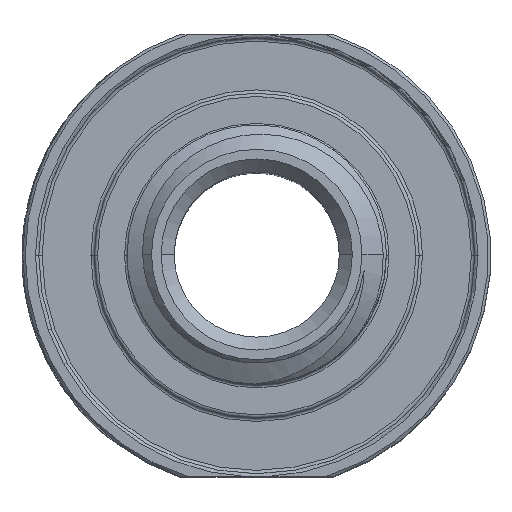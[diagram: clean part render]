
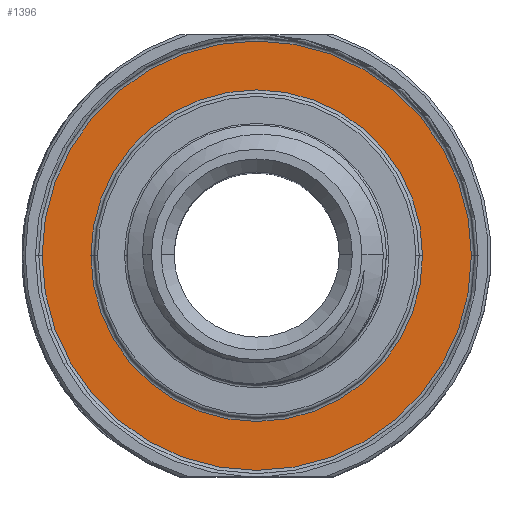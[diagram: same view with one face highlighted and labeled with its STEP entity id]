
A CAD part, top view. The second image highlights one B-rep face of the part: STEP entity #1396.
In plain terms, the highlighted planar face has unit normal (0, 0, 1).
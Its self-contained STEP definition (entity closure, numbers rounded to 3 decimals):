
#126 = CARTESIAN_POINT ( 'NONE',  ( 0., 6.248, -26.3 ) ) ;
#169 = DIRECTION ( 'NONE',  ( 0., 0., 1. ) ) ;
#827 = DIRECTION ( 'NONE',  ( 1., 0., 0. ) ) ;
#1396 = ADVANCED_FACE ( 'NONE', ( #14131, #7373 ), #9030, .T. ) ;
#1615 = CARTESIAN_POINT ( 'NONE',  ( 0., 0., -26.3 ) ) ;
#1816 = CIRCLE ( 'NONE', #5717, 8.255 ) ;
#2517 = ORIENTED_EDGE ( 'NONE', *, *, #9504, .T. ) ;
#2528 = AXIS2_PLACEMENT_3D ( 'NONE', #1615, #7079, #11434 ) ;
#2534 = DIRECTION ( 'NONE',  ( 1., 0., 0. ) ) ;
#2536 = DIRECTION ( 'NONE',  ( 1., 0., 0. ) ) ;
#4870 = ORIENTED_EDGE ( 'NONE', *, *, #7577, .T. ) ;
#5143 = CARTESIAN_POINT ( 'NONE',  ( 6.375, 0., -26.3 ) ) ;
#5717 = AXIS2_PLACEMENT_3D ( 'NONE', #9493, #9686, #827 ) ;
#6096 = DIRECTION ( 'NONE',  ( 1., 0., 0. ) ) ;
#6413 = VERTEX_POINT ( 'NONE', #11245 ) ;
#6609 = EDGE_CURVE ( 'NONE', #10608, #8517, #1816, .T. ) ;
#7079 = DIRECTION ( 'NONE',  ( 0., 0., -1. ) ) ;
#7344 = CARTESIAN_POINT ( 'NONE',  ( 8.255, 0., -26.3 ) ) ;
#7373 = FACE_OUTER_BOUND ( 'NONE', #10818, .T. ) ;
#7577 = EDGE_CURVE ( 'NONE', #8517, #10608, #11621, .T. ) ;
#7800 = CARTESIAN_POINT ( 'NONE',  ( -8.255, 0., -26.3 ) ) ;
#8517 = VERTEX_POINT ( 'NONE', #7800 ) ;
#8597 = AXIS2_PLACEMENT_3D ( 'NONE', #9123, #169, #2534 ) ;
#9024 = EDGE_CURVE ( 'NONE', #11967, #6413, #10559, .T. ) ;
#9030 = PLANE ( 'NONE',  #13930 ) ;
#9123 = CARTESIAN_POINT ( 'NONE',  ( 0., 0., -26.3 ) ) ;
#9493 = CARTESIAN_POINT ( 'NONE',  ( 0., 0., -26.3 ) ) ;
#9504 = EDGE_CURVE ( 'NONE', #6413, #11967, #12448, .T. ) ;
#9686 = DIRECTION ( 'NONE',  ( 0., 0., 1. ) ) ;
#10559 = CIRCLE ( 'NONE', #2528, 6.375 ) ;
#10608 = VERTEX_POINT ( 'NONE', #7344 ) ;
#10818 = EDGE_LOOP ( 'NONE', ( #13163, #4870 ) ) ;
#10831 = AXIS2_PLACEMENT_3D ( 'NONE', #11542, #13881, #6096 ) ;
#11136 = EDGE_LOOP ( 'NONE', ( #13503, #2517 ) ) ;
#11245 = CARTESIAN_POINT ( 'NONE',  ( -6.375, 0., -26.3 ) ) ;
#11434 = DIRECTION ( 'NONE',  ( 1., 0., 0. ) ) ;
#11542 = CARTESIAN_POINT ( 'NONE',  ( 0., 0., -26.3 ) ) ;
#11621 = CIRCLE ( 'NONE', #8597, 8.255 ) ;
#11967 = VERTEX_POINT ( 'NONE', #5143 ) ;
#12296 = DIRECTION ( 'NONE',  ( 0., 0., 1. ) ) ;
#12448 = CIRCLE ( 'NONE', #10831, 6.375 ) ;
#13163 = ORIENTED_EDGE ( 'NONE', *, *, #6609, .T. ) ;
#13503 = ORIENTED_EDGE ( 'NONE', *, *, #9024, .T. ) ;
#13881 = DIRECTION ( 'NONE',  ( 0., 0., -1. ) ) ;
#13930 = AXIS2_PLACEMENT_3D ( 'NONE', #126, #12296, #2536 ) ;
#14131 = FACE_BOUND ( 'NONE', #11136, .T. ) ;
